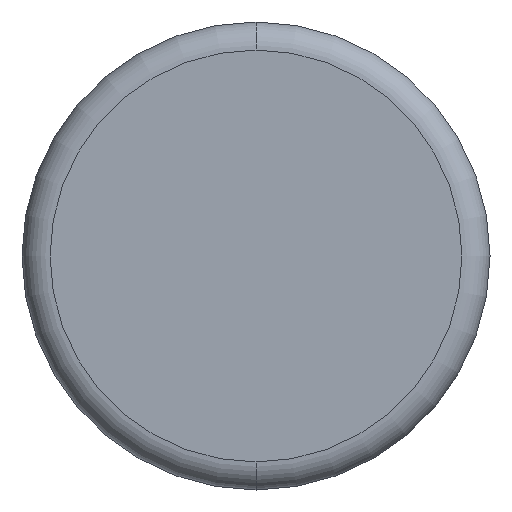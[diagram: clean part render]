
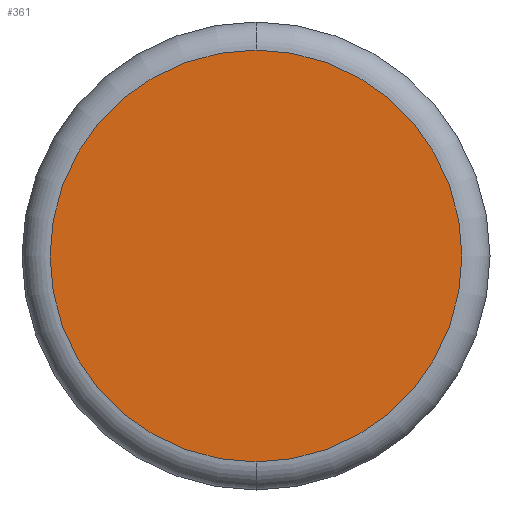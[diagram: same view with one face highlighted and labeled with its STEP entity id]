
A CAD part, front view. The second image highlights one B-rep face of the part: STEP entity #361.
In plain terms, the highlighted planar face has unit normal (0, -1, 0).
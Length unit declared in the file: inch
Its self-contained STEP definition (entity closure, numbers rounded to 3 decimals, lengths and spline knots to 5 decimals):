
#9 = CARTESIAN_POINT ( 'NONE',  ( 0., 0., 0.22 ) ) ;
#11 = EDGE_CURVE ( 'NONE', #129, #270, #189, .T. ) ;
#50 = ORIENTED_EDGE ( 'NONE', *, *, #11, .T. ) ;
#56 = AXIS2_PLACEMENT_3D ( 'NONE', #164, #226, #99 ) ;
#59 = AXIS2_PLACEMENT_3D ( 'NONE', #379, #79, #318 ) ;
#69 = DIRECTION ( 'NONE',  ( 0., -1., 0. ) ) ;
#79 = DIRECTION ( 'NONE',  ( 0., -1., 0. ) ) ;
#99 = DIRECTION ( 'NONE',  ( 0., 0., -1. ) ) ;
#129 = VERTEX_POINT ( 'NONE', #207 ) ;
#131 = PLANE ( 'NONE',  #364 ) ;
#154 = EDGE_CURVE ( 'NONE', #270, #129, #281, .T. ) ;
#164 = CARTESIAN_POINT ( 'NONE',  ( 0., 0., 0. ) ) ;
#172 = ORIENTED_EDGE ( 'NONE', *, *, #154, .T. ) ;
#189 = CIRCLE ( 'NONE', #56, 0.22 ) ;
#202 = DIRECTION ( 'NONE',  ( 0., 0., -1. ) ) ;
#207 = CARTESIAN_POINT ( 'NONE',  ( 0., 0., -0.22 ) ) ;
#226 = DIRECTION ( 'NONE',  ( 0., -1., 0. ) ) ;
#254 = FACE_OUTER_BOUND ( 'NONE', #322, .T. ) ;
#270 = VERTEX_POINT ( 'NONE', #9 ) ;
#281 = CIRCLE ( 'NONE', #59, 0.22 ) ;
#318 = DIRECTION ( 'NONE',  ( 0., 0., -1. ) ) ;
#322 = EDGE_LOOP ( 'NONE', ( #50, #172 ) ) ;
#361 = ADVANCED_FACE ( 'NONE', ( #254 ), #131, .T. ) ;
#364 = AXIS2_PLACEMENT_3D ( 'NONE', #367, #69, #202 ) ;
#367 = CARTESIAN_POINT ( 'NONE',  ( 0., 0., 0. ) ) ;
#379 = CARTESIAN_POINT ( 'NONE',  ( 0., 0., 0. ) ) ;
